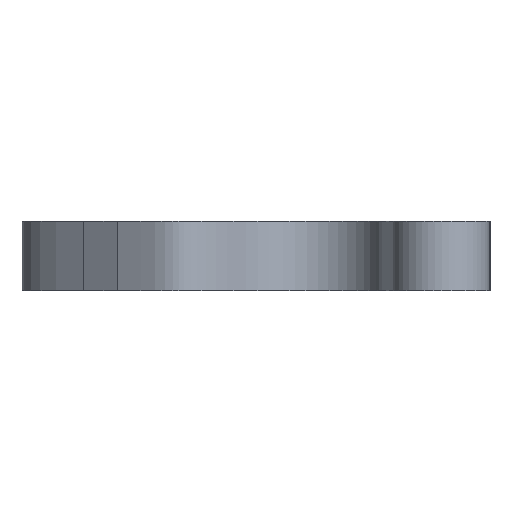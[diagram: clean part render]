
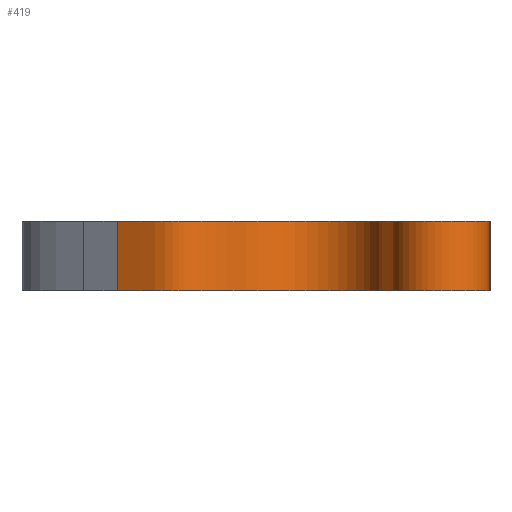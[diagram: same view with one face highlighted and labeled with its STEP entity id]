
A CAD part, left-side view. The second image highlights one B-rep face of the part: STEP entity #419.
In plain terms, the highlighted free-form (B-spline) face has degree [3, 1] with [17, 2] control points.
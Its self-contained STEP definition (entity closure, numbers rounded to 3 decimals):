
#16 = CARTESIAN_POINT ( 'NONE',  ( -12.056, -8.348, -10. ) ) ;
#34 = CARTESIAN_POINT ( 'NONE',  ( -12.197, 5.986, -10. ) ) ;
#69 = CARTESIAN_POINT ( 'NONE',  ( -18.538, 23.606, 0. ) ) ;
#82 = CARTESIAN_POINT ( 'NONE',  ( -24.918, -12.976, 0. ) ) ;
#116 = CARTESIAN_POINT ( 'NONE',  ( -9.673, -1.214, -10. ) ) ;
#130 = CARTESIAN_POINT ( 'NONE',  ( -18.538, 23.606, 0. ) ) ;
#150 = CARTESIAN_POINT ( 'NONE',  ( -30.374, -27.798, 0. ) ) ;
#162 = LINE ( 'NONE', #719, #1730 ) ;
#178 = CARTESIAN_POINT ( 'NONE',  ( -30.374, -27.798, -10. ) ) ;
#225 = CARTESIAN_POINT ( 'NONE',  ( -32.953, -13.795, 0. ) ) ;
#292 = CARTESIAN_POINT ( 'NONE',  ( -17.538, 26.004, -10. ) ) ;
#338 = CARTESIAN_POINT ( 'NONE',  ( -33.487, -27.521, -10. ) ) ;
#365 = CARTESIAN_POINT ( 'NONE',  ( -17.11, -12.078, 0. ) ) ;
#419 = ADVANCED_FACE ( 'NONE', ( #1214 ), #429, .T. ) ;
#429 = B_SPLINE_SURFACE_WITH_KNOTS ( 'NONE', 3, 1, ( 
 ( #292, #580 ),
 ( #587, #130 ),
 ( #440, #1778 ),
 ( #1927, #1635 ),
 ( #1028, #600 ),
 ( #746, #1010 ),
 ( #116, #1317 ),
 ( #1365, #1505 ),
 ( #1657, #1064 ),
 ( #618, #1198 ),
 ( #763, #1821 ),
 ( #480, #631 ),
 ( #1664, #1039 ),
 ( #1203, #1351 ),
 ( #1047, #1797 ),
 ( #455, #1804 ),
 ( #178, #150 ) ),
 .UNSPECIFIED., .F., .F., .F.,
 ( 4, 1, 1, 1, 1, 1, 1, 1, 1, 1, 1, 1, 1, 1, 4 ),
 ( 2, 2 ),
 ( 0., 0.128, 0.173, 0.219, 0.31, 0.399, 0.489, 0.578, 0.618, 0.656, 0.709, 0.76, 0.819, 0.879, 1. ),
 ( 0., 1. ),
 .UNSPECIFIED. ) ;
#440 = CARTESIAN_POINT ( 'NONE',  ( -22.907, 18.754, -10. ) ) ;
#455 = CARTESIAN_POINT ( 'NONE',  ( -33.487, -27.521, -10. ) ) ;
#480 = CARTESIAN_POINT ( 'NONE',  ( -28.589, -13.517, -10. ) ) ;
#482 = CARTESIAN_POINT ( 'NONE',  ( -22.907, 18.754, -10. ) ) ;
#488 = CARTESIAN_POINT ( 'NONE',  ( -28.589, -13.517, -10. ) ) ;
#493 = CARTESIAN_POINT ( 'NONE',  ( -30.374, -27.798, -10. ) ) ;
#533 = CARTESIAN_POINT ( 'NONE',  ( -19.99, 13.373, 0. ) ) ;
#552 = VERTEX_POINT ( 'NONE', #928 ) ;
#580 = CARTESIAN_POINT ( 'NONE',  ( -17.538, 26.004, 0. ) ) ;
#587 = CARTESIAN_POINT ( 'NONE',  ( -18.538, 23.606, -10. ) ) ;
#600 = CARTESIAN_POINT ( 'NONE',  ( -17.018, 9.682, 0. ) ) ;
#618 = CARTESIAN_POINT ( 'NONE',  ( -21.535, -12.429, -10. ) ) ;
#622 = ORIENTED_EDGE ( 'NONE', *, *, #1686, .T. ) ;
#631 = CARTESIAN_POINT ( 'NONE',  ( -28.589, -13.517, 0. ) ) ;
#633 = CARTESIAN_POINT ( 'NONE',  ( -9.673, -1.214, -10. ) ) ;
#658 = EDGE_CURVE ( 'NONE', #1199, #552, #1819, .T. ) ;
#687 = CARTESIAN_POINT ( 'NONE',  ( -33.487, -27.521, 0. ) ) ;
#719 = CARTESIAN_POINT ( 'NONE',  ( -30.374, -27.798, -10. ) ) ;
#746 = CARTESIAN_POINT ( 'NONE',  ( -12.197, 5.986, -10. ) ) ;
#762 = EDGE_CURVE ( 'NONE', #1011, #552, #162, .T. ) ;
#763 = CARTESIAN_POINT ( 'NONE',  ( -24.918, -12.976, -10. ) ) ;
#777 = CARTESIAN_POINT ( 'NONE',  ( -36.74, -16.831, -10. ) ) ;
#820 = CARTESIAN_POINT ( 'NONE',  ( -28.589, -13.517, 0. ) ) ;
#829 = CARTESIAN_POINT ( 'NONE',  ( -38.189, -23.617, 0. ) ) ;
#832 = ORIENTED_EDGE ( 'NONE', *, *, #1543, .F. ) ;
#871 = LINE ( 'NONE', #1806, #1562 ) ;
#918 = CARTESIAN_POINT ( 'NONE',  ( -17.538, 26.004, -10. ) ) ;
#928 = CARTESIAN_POINT ( 'NONE',  ( -30.374, -27.798, 0. ) ) ;
#974 = VERTEX_POINT ( 'NONE', #1641 ) ;
#979 = CARTESIAN_POINT ( 'NONE',  ( -21.535, -12.429, 0. ) ) ;
#985 = CARTESIAN_POINT ( 'NONE',  ( -12.056, -8.348, 0. ) ) ;
#1010 = CARTESIAN_POINT ( 'NONE',  ( -12.197, 5.986, 0. ) ) ;
#1011 = VERTEX_POINT ( 'NONE', #1802 ) ;
#1014 = EDGE_LOOP ( 'NONE', ( #1249, #832, #622, #1331 ) ) ;
#1028 = CARTESIAN_POINT ( 'NONE',  ( -17.018, 9.682, -10. ) ) ;
#1039 = CARTESIAN_POINT ( 'NONE',  ( -32.953, -13.795, 0. ) ) ;
#1047 = CARTESIAN_POINT ( 'NONE',  ( -38.189, -23.617, -10. ) ) ;
#1059 = DIRECTION ( 'NONE',  ( 0., 0., 1. ) ) ;
#1064 = CARTESIAN_POINT ( 'NONE',  ( -17.11, -12.078, 0. ) ) ;
#1065 = CARTESIAN_POINT ( 'NONE',  ( -19.99, 13.373, -10. ) ) ;
#1077 = CARTESIAN_POINT ( 'NONE',  ( -21.535, -12.429, -10. ) ) ;
#1086 = CARTESIAN_POINT ( 'NONE',  ( -18.538, 23.606, -10. ) ) ;
#1198 = CARTESIAN_POINT ( 'NONE',  ( -21.535, -12.429, 0. ) ) ;
#1199 = VERTEX_POINT ( 'NONE', #1253 ) ;
#1203 = CARTESIAN_POINT ( 'NONE',  ( -36.74, -16.831, -10. ) ) ;
#1214 = FACE_OUTER_BOUND ( 'NONE', #1014, .T. ) ;
#1225 = CARTESIAN_POINT ( 'NONE',  ( -24.918, -12.976, -10. ) ) ;
#1231 = CARTESIAN_POINT ( 'NONE',  ( -17.018, 9.682, -10. ) ) ;
#1249 = ORIENTED_EDGE ( 'NONE', *, *, #658, .F. ) ;
#1253 = CARTESIAN_POINT ( 'NONE',  ( -17.538, 26.004, 0. ) ) ;
#1317 = CARTESIAN_POINT ( 'NONE',  ( -9.673, -1.214, 0. ) ) ;
#1331 = ORIENTED_EDGE ( 'NONE', *, *, #762, .T. ) ;
#1351 = CARTESIAN_POINT ( 'NONE',  ( -36.74, -16.831, 0. ) ) ;
#1365 = CARTESIAN_POINT ( 'NONE',  ( -12.056, -8.348, -10. ) ) ;
#1419 = CARTESIAN_POINT ( 'NONE',  ( -22.907, 18.754, 0. ) ) ;
#1505 = CARTESIAN_POINT ( 'NONE',  ( -12.056, -8.348, 0. ) ) ;
#1531 = CARTESIAN_POINT ( 'NONE',  ( -32.953, -13.795, -10. ) ) ;
#1543 = EDGE_CURVE ( 'NONE', #974, #1199, #871, .T. ) ;
#1558 = CARTESIAN_POINT ( 'NONE',  ( -17.018, 9.682, 0. ) ) ;
#1562 = VECTOR ( 'NONE', #1059, 1000. ) ;
#1565 = CARTESIAN_POINT ( 'NONE',  ( -30.374, -27.798, 0. ) ) ;
#1613 = DIRECTION ( 'NONE',  ( 0., 0., 1. ) ) ;
#1635 = CARTESIAN_POINT ( 'NONE',  ( -19.99, 13.373, 0. ) ) ;
#1641 = CARTESIAN_POINT ( 'NONE',  ( -17.538, 26.004, -10. ) ) ;
#1657 = CARTESIAN_POINT ( 'NONE',  ( -17.11, -12.078, -10. ) ) ;
#1664 = CARTESIAN_POINT ( 'NONE',  ( -32.953, -13.795, -10. ) ) ;
#1671 = CARTESIAN_POINT ( 'NONE',  ( -17.11, -12.078, -10. ) ) ;
#1686 = EDGE_CURVE ( 'NONE', #974, #1011, #1883, .T. ) ;
#1724 = CARTESIAN_POINT ( 'NONE',  ( -17.538, 26.004, 0. ) ) ;
#1729 = CARTESIAN_POINT ( 'NONE',  ( -12.197, 5.986, 0. ) ) ;
#1730 = VECTOR ( 'NONE', #1613, 1000. ) ;
#1737 = CARTESIAN_POINT ( 'NONE',  ( -9.673, -1.214, 0. ) ) ;
#1778 = CARTESIAN_POINT ( 'NONE',  ( -22.907, 18.754, 0. ) ) ;
#1797 = CARTESIAN_POINT ( 'NONE',  ( -38.189, -23.617, 0. ) ) ;
#1802 = CARTESIAN_POINT ( 'NONE',  ( -30.374, -27.798, -10. ) ) ;
#1804 = CARTESIAN_POINT ( 'NONE',  ( -33.487, -27.521, 0. ) ) ;
#1806 = CARTESIAN_POINT ( 'NONE',  ( -17.538, 26.004, -10. ) ) ;
#1819 = B_SPLINE_CURVE_WITH_KNOTS ( 'NONE', 3,
 ( #1724, #69, #1419, #533, #1558, #1729, #1737, #985, #365, #979, #82, #820, #225, #1881, #829, #687, #1565 ),
 .UNSPECIFIED., .F., .F.,
 ( 4, 1, 1, 1, 1, 1, 1, 1, 1, 1, 1, 1, 1, 1, 4 ),
 ( 0., 0.128, 0.173, 0.219, 0.31, 0.399, 0.489, 0.578, 0.618, 0.656, 0.709, 0.76, 0.819, 0.879, 1. ),
 .UNSPECIFIED. ) ;
#1821 = CARTESIAN_POINT ( 'NONE',  ( -24.918, -12.976, 0. ) ) ;
#1829 = CARTESIAN_POINT ( 'NONE',  ( -38.189, -23.617, -10. ) ) ;
#1881 = CARTESIAN_POINT ( 'NONE',  ( -36.74, -16.831, 0. ) ) ;
#1883 = B_SPLINE_CURVE_WITH_KNOTS ( 'NONE', 3,
 ( #918, #1086, #482, #1065, #1231, #34, #633, #16, #1671, #1077, #1225, #488, #1531, #777, #1829, #338, #493 ),
 .UNSPECIFIED., .F., .F.,
 ( 4, 1, 1, 1, 1, 1, 1, 1, 1, 1, 1, 1, 1, 1, 4 ),
 ( 0., 0.128, 0.173, 0.219, 0.31, 0.399, 0.489, 0.578, 0.618, 0.656, 0.709, 0.76, 0.819, 0.879, 1. ),
 .UNSPECIFIED. ) ;
#1927 = CARTESIAN_POINT ( 'NONE',  ( -19.99, 13.373, -10. ) ) ;
